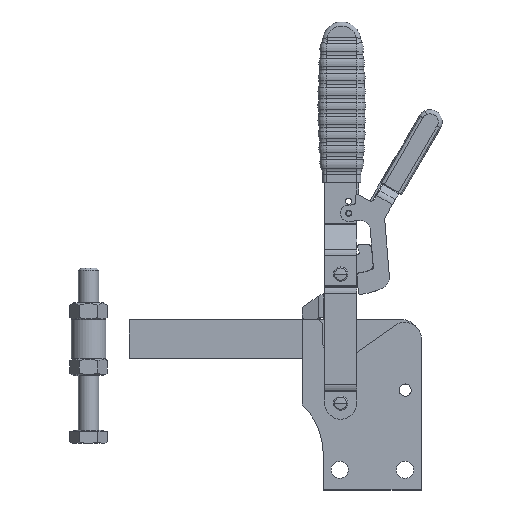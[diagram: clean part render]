
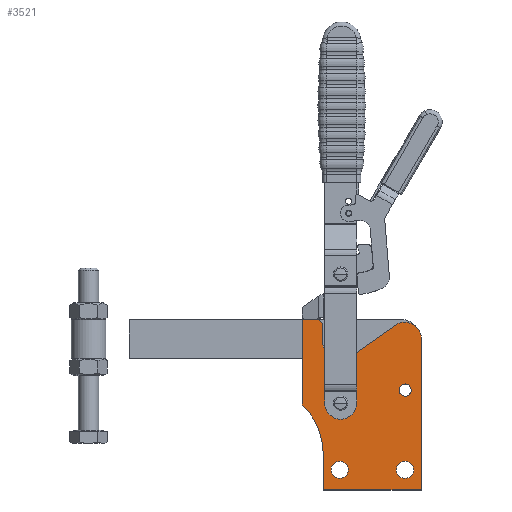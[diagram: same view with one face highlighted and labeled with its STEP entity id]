
A CAD part, top view. The second image highlights one B-rep face of the part: STEP entity #3521.
In plain terms, the highlighted planar face has unit normal (0, 0, 1).
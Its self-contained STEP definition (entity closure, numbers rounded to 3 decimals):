
#2550=CARTESIAN_POINT('',(-34.95,32.87,4.));
#2551=VERTEX_POINT('',#2550);
#2560=CARTESIAN_POINT('',(-28.45,32.87,4.0));
#2561=VERTEX_POINT('',#2560);
#2562=CARTESIAN_POINT('',(-31.7,32.87,4.0));
#2563=DIRECTION('',(0.0,0.0,1.0));
#2564=DIRECTION('',(-1.0,0.0,0.0));
#2565=AXIS2_PLACEMENT_3D('',#2562,#2563,#2564);
#2566=CIRCLE('',#2565,3.25);
#2567=EDGE_CURVE('',#2551,#2561,#2566,.T.);
#2844=CARTESIAN_POINT('',(-2.91,39.36,4.0));
#2845=VERTEX_POINT('',#2844);
#2854=CARTESIAN_POINT('',(3.09,39.36,4.0));
#2855=VERTEX_POINT('',#2854);
#2856=CARTESIAN_POINT('',(0.09,39.36,4.0));
#2857=DIRECTION('',(0.0,0.0,-1.0));
#2858=DIRECTION('',(-1.0,0.0,0.0));
#2859=AXIS2_PLACEMENT_3D('',#2856,#2857,#2858);
#2860=CIRCLE('',#2859,3.);
#2861=EDGE_CURVE('',#2855,#2845,#2860,.T.);
#2886=CARTESIAN_POINT('',(-36.45,0.,4.0));
#2887=VERTEX_POINT('',#2886);
#2896=CARTESIAN_POINT('',(-27.95,0.,4.0));
#2897=VERTEX_POINT('',#2896);
#2898=CARTESIAN_POINT('',(-32.2,0.,4.0));
#2899=DIRECTION('',(0.0,0.0,-1.0));
#2900=DIRECTION('',(-1.0,0.0,0.0));
#2901=AXIS2_PLACEMENT_3D('',#2898,#2899,#2900);
#2902=CIRCLE('',#2901,4.25);
#2903=EDGE_CURVE('',#2897,#2887,#2902,.T.);
#2928=CARTESIAN_POINT('',(-4.25,0.,4.0));
#2929=VERTEX_POINT('',#2928);
#2938=CARTESIAN_POINT('',(4.25,0.,4.0));
#2939=VERTEX_POINT('',#2938);
#2940=CARTESIAN_POINT('',(0.,0.,4.0));
#2941=DIRECTION('',(0.0,0.0,-1.0));
#2942=DIRECTION('',(-1.0,0.0,0.0));
#2943=AXIS2_PLACEMENT_3D('',#2940,#2941,#2942);
#2944=CIRCLE('',#2943,4.25);
#2945=EDGE_CURVE('',#2939,#2929,#2944,.T.);
#2972=CARTESIAN_POINT('',(-41.579,73.231,4.0));
#2973=VERTEX_POINT('',#2972);
#2989=CARTESIAN_POINT('',(-43.7,74.11,4.0));
#2990=VERTEX_POINT('',#2989);
#2997=CARTESIAN_POINT('',(-43.7,71.11,4.0));
#2998=DIRECTION('',(0.0,0.0,-1.0));
#2999=DIRECTION('',(0.707,0.707,0.0));
#3000=AXIS2_PLACEMENT_3D('',#2997,#2998,#2999);
#3001=CIRCLE('',#3000,3.);
#3002=EDGE_CURVE('',#2990,#2973,#3001,.T.);
#3013=CARTESIAN_POINT('',(-40.7,71.11,4.0));
#3014=VERTEX_POINT('',#3013);
#3015=CARTESIAN_POINT('',(-43.7,71.11,4.0));
#3016=DIRECTION('',(0.0,0.0,-1.0));
#3017=DIRECTION('',(0.707,0.707,0.0));
#3018=AXIS2_PLACEMENT_3D('',#3015,#3016,#3017);
#3019=CIRCLE('',#3018,3.);
#3020=EDGE_CURVE('',#2973,#3014,#3019,.T.);
#3196=CARTESIAN_POINT('',(-40.7,63.41,4.0));
#3197=VERTEX_POINT('',#3196);
#3198=CARTESIAN_POINT('',(-40.7,71.11,4.0));
#3199=DIRECTION('',(0.0,-1.0,0.0));
#3200=VECTOR('',#3199,7.7);
#3201=LINE('',#3198,#3200);
#3202=EDGE_CURVE('',#3014,#3197,#3201,.T.);
#3222=CARTESIAN_POINT('',(0.,0.,4.0));
#3223=DIRECTION('',(0.0,0.0,-1.0));
#3224=DIRECTION('',(-1.0,0.0,0.0));
#3225=AXIS2_PLACEMENT_3D('',#3222,#3223,#3224);
#3226=CIRCLE('',#3225,4.25);
#3227=EDGE_CURVE('',#2929,#2939,#3226,.T.);
#3240=CARTESIAN_POINT('',(-32.2,0.,4.0));
#3241=DIRECTION('',(0.0,0.0,-1.0));
#3242=DIRECTION('',(-1.0,0.0,0.0));
#3243=AXIS2_PLACEMENT_3D('',#3240,#3241,#3242);
#3244=CIRCLE('',#3243,4.25);
#3245=EDGE_CURVE('',#2887,#2897,#3244,.T.);
#3258=CARTESIAN_POINT('',(0.09,39.36,4.0));
#3259=DIRECTION('',(0.0,0.0,-1.0));
#3260=DIRECTION('',(-1.0,0.0,0.0));
#3261=AXIS2_PLACEMENT_3D('',#3258,#3259,#3260);
#3262=CIRCLE('',#3261,3.);
#3263=EDGE_CURVE('',#2845,#2855,#3262,.T.);
#3273=CARTESIAN_POINT('',(-40.23,-9.91,4.0));
#3274=VERTEX_POINT('',#3273);
#3275=CARTESIAN_POINT('',(-40.23,7.048,4.0));
#3276=VERTEX_POINT('',#3275);
#3277=CARTESIAN_POINT('',(-40.23,-9.91,4.0));
#3278=DIRECTION('',(0.0,1.0,0.0));
#3279=VECTOR('',#3278,16.958);
#3280=LINE('',#3277,#3279);
#3281=EDGE_CURVE('',#3274,#3276,#3280,.T.);
#3304=CARTESIAN_POINT('',(-50.77,32.5,4.0));
#3305=VERTEX_POINT('',#3304);
#3306=CARTESIAN_POINT('',(-76.23,7.048,4.0));
#3307=DIRECTION('',(0.0,0.0,1.0));
#3308=DIRECTION('',(-1.0,0.0,0.0));
#3309=AXIS2_PLACEMENT_3D('',#3306,#3307,#3308);
#3310=CIRCLE('',#3309,36.0);
#3311=EDGE_CURVE('',#3276,#3305,#3310,.T.);
#3329=CARTESIAN_POINT('',(-50.77,74.11,4.0));
#3330=VERTEX_POINT('',#3329);
#3331=CARTESIAN_POINT('',(-50.77,32.5,4.0));
#3332=DIRECTION('',(0.0,1.0,0.0));
#3333=VECTOR('',#3332,41.61);
#3334=LINE('',#3331,#3333);
#3335=EDGE_CURVE('',#3305,#3330,#3334,.T.);
#3356=CARTESIAN_POINT('',(-50.77,74.11,4.0));
#3357=DIRECTION('',(1.0,0.0,0.0));
#3358=VECTOR('',#3357,7.07);
#3359=LINE('',#3356,#3358);
#3360=EDGE_CURVE('',#3330,#2990,#3359,.T.);
#3370=CARTESIAN_POINT('',(-26.521,56.049,4.0));
#3371=VERTEX_POINT('',#3370);
#3372=CARTESIAN_POINT('',(-31.7,63.41,4.0));
#3373=DIRECTION('',(0.0,0.0,1.0));
#3374=DIRECTION('',(1.0,0.0,0.0));
#3375=AXIS2_PLACEMENT_3D('',#3372,#3373,#3374);
#3376=CIRCLE('',#3375,9.0);
#3377=EDGE_CURVE('',#3197,#3371,#3376,.T.);
#3395=CARTESIAN_POINT('',(-4.742,71.371,4.0));
#3396=VERTEX_POINT('',#3395);
#3397=CARTESIAN_POINT('',(-26.521,56.049,4.0));
#3398=DIRECTION('',(0.818,0.575,0.0));
#3399=VECTOR('',#3398,26.629);
#3400=LINE('',#3397,#3399);
#3401=EDGE_CURVE('',#3371,#3396,#3400,.T.);
#3419=CARTESIAN_POINT('',(8.05,64.73,4.0));
#3420=VERTEX_POINT('',#3419);
#3421=CARTESIAN_POINT('',(-0.07,64.73,4.0));
#3422=DIRECTION('',(0.0,0.0,-1.0));
#3423=DIRECTION('',(1.0,0.0,0.0));
#3424=AXIS2_PLACEMENT_3D('',#3421,#3422,#3423);
#3425=CIRCLE('',#3424,8.12);
#3426=EDGE_CURVE('',#3396,#3420,#3425,.T.);
#3444=CARTESIAN_POINT('',(8.05,-9.91,4.0));
#3445=VERTEX_POINT('',#3444);
#3446=CARTESIAN_POINT('',(8.05,64.73,4.0));
#3447=DIRECTION('',(0.0,-1.0,0.0));
#3448=VECTOR('',#3447,74.64);
#3449=LINE('',#3446,#3448);
#3450=EDGE_CURVE('',#3420,#3445,#3449,.T.);
#3468=CARTESIAN_POINT('',(8.05,-9.91,4.0));
#3469=DIRECTION('',(-1.0,0.0,0.0));
#3470=VECTOR('',#3469,48.28);
#3471=LINE('',#3468,#3470);
#3472=EDGE_CURVE('',#3445,#3274,#3471,.T.);
#3480=CARTESIAN_POINT('',(-20.922,33.57,4.0));
#3481=DIRECTION('',(0.0,0.0,1.0));
#3482=DIRECTION('',(1.0,0.0,0.0));
#3483=AXIS2_PLACEMENT_3D('',#3480,#3481,#3482);
#3484=PLANE('',#3483);
#3485=ORIENTED_EDGE('',*,*,#3002,.F.);
#3486=ORIENTED_EDGE('',*,*,#3360,.F.);
#3487=ORIENTED_EDGE('',*,*,#3335,.F.);
#3488=ORIENTED_EDGE('',*,*,#3311,.F.);
#3489=ORIENTED_EDGE('',*,*,#3281,.F.);
#3490=ORIENTED_EDGE('',*,*,#3472,.F.);
#3491=ORIENTED_EDGE('',*,*,#3450,.F.);
#3492=ORIENTED_EDGE('',*,*,#3426,.F.);
#3493=ORIENTED_EDGE('',*,*,#3401,.F.);
#3494=ORIENTED_EDGE('',*,*,#3377,.F.);
#3495=ORIENTED_EDGE('',*,*,#3202,.F.);
#3496=ORIENTED_EDGE('',*,*,#3020,.F.);
#3497=EDGE_LOOP('',(#3485,#3486,#3487,#3488,#3489,#3490,#3491,#3492,#3493,#3494,#3495,#3496));
#3498=FACE_OUTER_BOUND('',#3497,.T.);
#3499=CARTESIAN_POINT('',(-31.7,32.87,4.0));
#3500=DIRECTION('',(0.0,0.0,1.0));
#3501=DIRECTION('',(-1.0,0.0,0.0));
#3502=AXIS2_PLACEMENT_3D('',#3499,#3500,#3501);
#3503=CIRCLE('',#3502,3.25);
#3504=EDGE_CURVE('',#2561,#2551,#3503,.T.);
#3505=ORIENTED_EDGE('',*,*,#3504,.F.);
#3506=ORIENTED_EDGE('',*,*,#2567,.F.);
#3507=EDGE_LOOP('',(#3505,#3506));
#3508=FACE_BOUND('',#3507,.T.);
#3509=ORIENTED_EDGE('',*,*,#2945,.T.);
#3510=ORIENTED_EDGE('',*,*,#3227,.T.);
#3511=EDGE_LOOP('',(#3509,#3510));
#3512=FACE_BOUND('',#3511,.T.);
#3513=ORIENTED_EDGE('',*,*,#2903,.T.);
#3514=ORIENTED_EDGE('',*,*,#3245,.T.);
#3515=EDGE_LOOP('',(#3513,#3514));
#3516=FACE_BOUND('',#3515,.T.);
#3517=ORIENTED_EDGE('',*,*,#2861,.T.);
#3518=ORIENTED_EDGE('',*,*,#3263,.T.);
#3519=EDGE_LOOP('',(#3517,#3518));
#3520=FACE_BOUND('',#3519,.T.);
#3521=ADVANCED_FACE('',(#3498,#3508,#3512,#3516,#3520),#3484,.T.);
